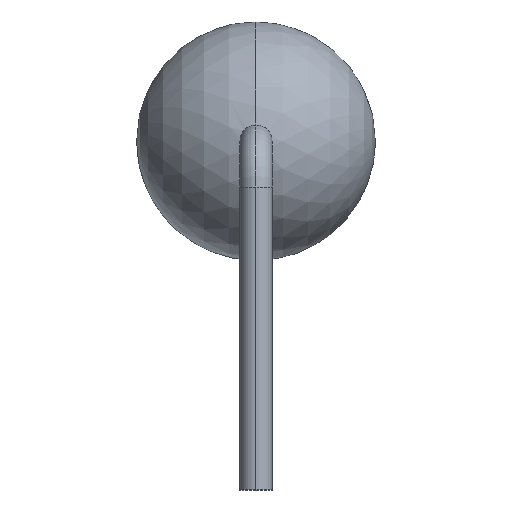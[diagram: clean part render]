
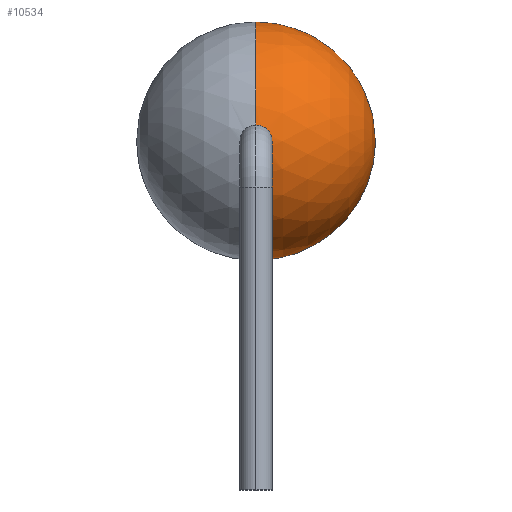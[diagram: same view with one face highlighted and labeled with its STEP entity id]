
A CAD part, left-side view. The second image highlights one B-rep face of the part: STEP entity #10534.
In plain terms, the highlighted spherical face has radius 2.6 mm.
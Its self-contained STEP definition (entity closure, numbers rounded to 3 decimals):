
#382 = EDGE_LOOP ( 'NONE', ( #8514, #5936, #3222, #9580 ) ) ;
#752 = AXIS2_PLACEMENT_3D ( 'NONE', #9972, #6567, #1963 ) ;
#754 = CARTESIAN_POINT ( 'NONE',  ( -5.15, 0., 0. ) ) ;
#1441 = CIRCLE ( 'NONE', #11231, 2.6 ) ;
#1817 = DIRECTION ( 'NONE',  ( 0., 1., 0. ) ) ;
#1963 = DIRECTION ( 'NONE',  ( 0., 0., 1. ) ) ;
#2303 = DIRECTION ( 'NONE',  ( 1., 0., 0. ) ) ;
#2426 = SPHERICAL_SURFACE ( 'NONE', #9501, 2.6 ) ;
#2523 = DIRECTION ( 'NONE',  ( 0., 0., -1. ) ) ;
#3222 = ORIENTED_EDGE ( 'NONE', *, *, #11243, .T. ) ;
#3644 = VERTEX_POINT ( 'NONE', #11425 ) ;
#3681 = DIRECTION ( 'NONE',  ( 0., 0., -1. ) ) ;
#4133 = DIRECTION ( 'NONE',  ( 0., 0., 1. ) ) ;
#5380 = AXIS2_PLACEMENT_3D ( 'NONE', #754, #1817, #4133 ) ;
#5898 = DIRECTION ( 'NONE',  ( 0., -1., 0. ) ) ;
#5936 = ORIENTED_EDGE ( 'NONE', *, *, #11870, .T. ) ;
#6190 = VERTEX_POINT ( 'NONE', #10964 ) ;
#6567 = DIRECTION ( 'NONE',  ( -1., 0., 0. ) ) ;
#8367 = CARTESIAN_POINT ( 'NONE',  ( -5.15, 0., 0. ) ) ;
#8384 = CIRCLE ( 'NONE', #752, 2.592 ) ;
#8514 = ORIENTED_EDGE ( 'NONE', *, *, #13667, .T. ) ;
#8551 = AXIS2_PLACEMENT_3D ( 'NONE', #13860, #2303, #2523 ) ;
#8822 = VERTEX_POINT ( 'NONE', #9250 ) ;
#8978 = EDGE_CURVE ( 'NONE', #3644, #8822, #13269, .T. ) ;
#9250 = CARTESIAN_POINT ( 'NONE',  ( -7.726, 0., -0.35 ) ) ;
#9501 = AXIS2_PLACEMENT_3D ( 'NONE', #13913, #5898, #3681 ) ;
#9580 = ORIENTED_EDGE ( 'NONE', *, *, #8978, .F. ) ;
#9972 = CARTESIAN_POINT ( 'NONE',  ( -4.948, 0., 0. ) ) ;
#10534 = ADVANCED_FACE ( 'NONE', ( #13263 ), #2426, .T. ) ;
#10964 = CARTESIAN_POINT ( 'NONE',  ( -4.948, 0., 2.592 ) ) ;
#11231 = AXIS2_PLACEMENT_3D ( 'NONE', #8367, #12883, #12098 ) ;
#11243 = EDGE_CURVE ( 'NONE', #11540, #8822, #13801, .T. ) ;
#11425 = CARTESIAN_POINT ( 'NONE',  ( -4.948, 0., -2.592 ) ) ;
#11540 = VERTEX_POINT ( 'NONE', #12974 ) ;
#11870 = EDGE_CURVE ( 'NONE', #6190, #11540, #1441, .T. ) ;
#12098 = DIRECTION ( 'NONE',  ( 0., 0., -1. ) ) ;
#12883 = DIRECTION ( 'NONE',  ( 0., -1., 0. ) ) ;
#12974 = CARTESIAN_POINT ( 'NONE',  ( -7.726, 0., 0.35 ) ) ;
#13263 = FACE_OUTER_BOUND ( 'NONE', #382, .T. ) ;
#13269 = CIRCLE ( 'NONE', #5380, 2.6 ) ;
#13667 = EDGE_CURVE ( 'NONE', #3644, #6190, #8384, .T. ) ;
#13801 = CIRCLE ( 'NONE', #8551, 0.35 ) ;
#13860 = CARTESIAN_POINT ( 'NONE',  ( -7.726, 0., 0. ) ) ;
#13913 = CARTESIAN_POINT ( 'NONE',  ( -5.15, 0., 0. ) ) ;
